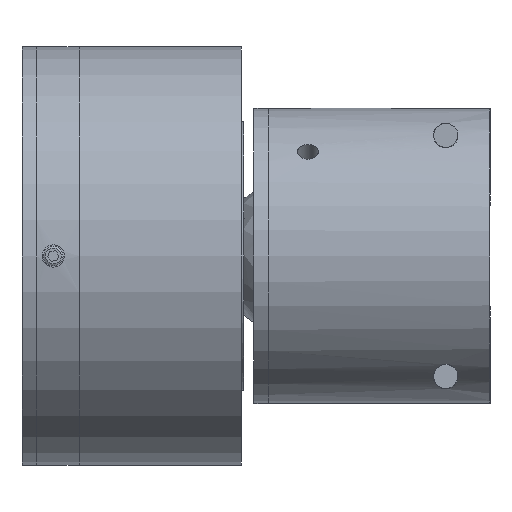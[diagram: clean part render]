
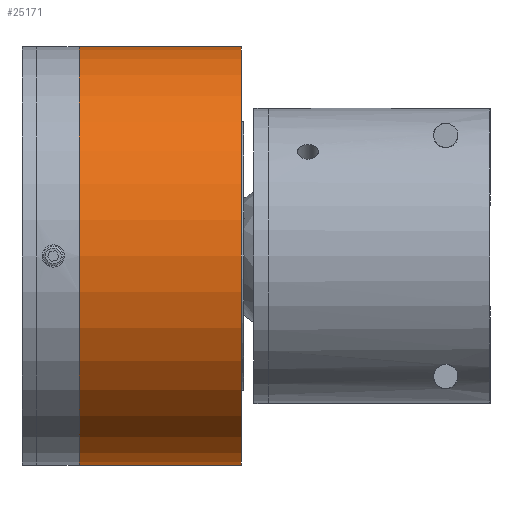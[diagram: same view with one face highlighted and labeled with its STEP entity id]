
A CAD part, front view. The second image highlights one B-rep face of the part: STEP entity #25171.
In plain terms, the highlighted cylindrical face has radius 42.5 mm (diameter 85 mm), a full revolution.
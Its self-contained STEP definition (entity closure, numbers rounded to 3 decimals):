
#957 = LINE ( 'NONE', #29145, #1818 ) ;
#1265 = EDGE_CURVE ( 'NONE', #7258, #26570, #32480, .T. ) ;
#1650 = CARTESIAN_POINT ( 'NONE',  ( 12.5, 41.5, -9.165 ) ) ;
#1789 = VERTEX_POINT ( 'NONE', #11994 ) ;
#1818 = VECTOR ( 'NONE', #11166, 1000. ) ;
#3756 = VECTOR ( 'NONE', #12091, 1000. ) ;
#5138 = DIRECTION ( 'NONE',  ( -1., 0., 0. ) ) ;
#5538 = CARTESIAN_POINT ( 'NONE',  ( 32.5, 41.5, -9.165 ) ) ;
#6671 = DIRECTION ( 'NONE',  ( 1., 0., 0. ) ) ;
#6796 = ORIENTED_EDGE ( 'NONE', *, *, #14092, .T. ) ;
#7008 = CARTESIAN_POINT ( 'NONE',  ( 41.5, 0., 0. ) ) ;
#7258 = VERTEX_POINT ( 'NONE', #12335 ) ;
#7481 = CYLINDRICAL_SURFACE ( 'NONE', #9723, 42.5 ) ;
#7864 = ORIENTED_EDGE ( 'NONE', *, *, #22052, .T. ) ;
#8177 = CIRCLE ( 'NONE', #19376, 42.5 ) ;
#9017 = CARTESIAN_POINT ( 'NONE',  ( 41.5, 0., 42.5 ) ) ;
#9723 = AXIS2_PLACEMENT_3D ( 'NONE', #17400, #5138, #15352 ) ;
#10008 = FACE_OUTER_BOUND ( 'NONE', #21871, .T. ) ;
#11166 = DIRECTION ( 'NONE',  ( -1., 0., 0. ) ) ;
#11221 = VERTEX_POINT ( 'NONE', #9017 ) ;
#11444 = EDGE_CURVE ( 'NONE', #13236, #13236, #22328, .T. ) ;
#11994 = CARTESIAN_POINT ( 'NONE',  ( 32.5, 41.5, 9.165 ) ) ;
#12091 = DIRECTION ( 'NONE',  ( 1., 0., 0. ) ) ;
#12335 = CARTESIAN_POINT ( 'NONE',  ( 12.5, 41.5, 9.165 ) ) ;
#13236 = VERTEX_POINT ( 'NONE', #23389 ) ;
#14092 = EDGE_CURVE ( 'NONE', #11221, #11221, #16129, .T. ) ;
#14373 = DIRECTION ( 'NONE',  ( 0., 0., -1. ) ) ;
#14916 = AXIS2_PLACEMENT_3D ( 'NONE', #17523, #24695, #22859 ) ;
#15352 = DIRECTION ( 'NONE',  ( 0., 0., 1. ) ) ;
#15499 = DIRECTION ( 'NONE',  ( 0., 0., 1. ) ) ;
#16129 = CIRCLE ( 'NONE', #27811, 42.5 ) ;
#17201 = DIRECTION ( 'NONE',  ( -1., 0., 0. ) ) ;
#17302 = EDGE_LOOP ( 'NONE', ( #6796 ) ) ;
#17307 = CARTESIAN_POINT ( 'NONE',  ( 8.5, 0., 0. ) ) ;
#17400 = CARTESIAN_POINT ( 'NONE',  ( 8.5, 0., 0. ) ) ;
#17411 = LINE ( 'NONE', #25081, #3756 ) ;
#17523 = CARTESIAN_POINT ( 'NONE',  ( 12.5, 0., 0. ) ) ;
#17552 = AXIS2_PLACEMENT_3D ( 'NONE', #17307, #27628, #20143 ) ;
#17973 = EDGE_CURVE ( 'NONE', #26570, #22962, #17411, .T. ) ;
#19376 = AXIS2_PLACEMENT_3D ( 'NONE', #21854, #6671, #14373 ) ;
#19383 = ORIENTED_EDGE ( 'NONE', *, *, #1265, .T. ) ;
#20143 = DIRECTION ( 'NONE',  ( 0., 0., 1. ) ) ;
#20171 = FACE_OUTER_BOUND ( 'NONE', #17302, .T. ) ;
#21854 = CARTESIAN_POINT ( 'NONE',  ( 32.5, 0., 0. ) ) ;
#21871 = EDGE_LOOP ( 'NONE', ( #29853 ) ) ;
#22052 = EDGE_CURVE ( 'NONE', #22962, #1789, #8177, .T. ) ;
#22328 = CIRCLE ( 'NONE', #17552, 42.5 ) ;
#22859 = DIRECTION ( 'NONE',  ( 0., -1., 0. ) ) ;
#22962 = VERTEX_POINT ( 'NONE', #5538 ) ;
#23389 = CARTESIAN_POINT ( 'NONE',  ( 8.5, 0., 42.5 ) ) ;
#24695 = DIRECTION ( 'NONE',  ( -1., 0., 0. ) ) ;
#25081 = CARTESIAN_POINT ( 'NONE',  ( 8.5, 41.5, -9.165 ) ) ;
#25171 = ADVANCED_FACE ( 'NONE', ( #32836, #10008, #20171 ), #7481, .T. ) ;
#26570 = VERTEX_POINT ( 'NONE', #1650 ) ;
#26896 = EDGE_CURVE ( 'NONE', #1789, #7258, #957, .T. ) ;
#27628 = DIRECTION ( 'NONE',  ( -1., 0., 0. ) ) ;
#27811 = AXIS2_PLACEMENT_3D ( 'NONE', #7008, #17201, #15499 ) ;
#28206 = ORIENTED_EDGE ( 'NONE', *, *, #17973, .T. ) ;
#29145 = CARTESIAN_POINT ( 'NONE',  ( 8.5, 41.5, 9.165 ) ) ;
#29853 = ORIENTED_EDGE ( 'NONE', *, *, #11444, .F. ) ;
#30889 = ORIENTED_EDGE ( 'NONE', *, *, #26896, .T. ) ;
#32032 = EDGE_LOOP ( 'NONE', ( #7864, #30889, #19383, #28206 ) ) ;
#32480 = CIRCLE ( 'NONE', #14916, 42.5 ) ;
#32836 = FACE_BOUND ( 'NONE', #32032, .T. ) ;
